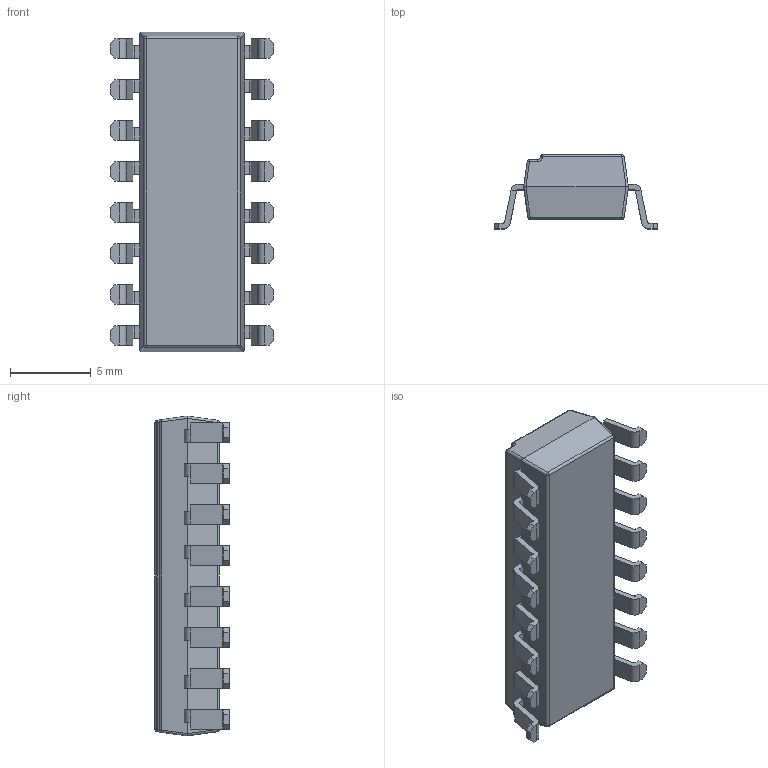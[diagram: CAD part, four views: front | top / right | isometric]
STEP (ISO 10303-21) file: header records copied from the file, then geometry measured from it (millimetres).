
FILE_DESCRIPTION (( 'STEP AP214' ), '1' );
FILE_NAME ('LTV-846S.STEP', '2021-11-22T16:10:49', ( '' ), ( '' ), 'SwSTEP 2.0', 'SolidWorks 2017', '' );
FILE_SCHEMA (( 'AUTOMOTIVE_DESIGN' ));
Length unit declared in the file: millimetre
Products named in the file (1): LTV-846S
Bounding box: 10.16 x 4.6 x 19.84 mm (x, y, z)
Volume: 504.4 mm3; surface area: 612.5 mm2
Topology: 18 solids, 18 shells, 357 faces, 886 edges, 566 vertices
Faces by surface type: plane 255, cylinder 90, bspline 12
Entity records: 10773 total; most frequent: CARTESIAN_POINT 2026, ORIENTED_EDGE 1772, DIRECTION 1740, EDGE_CURVE 886, VECTOR 708, LINE 708, VERTEX_POINT 566, AXIS2_PLACEMENT_3D 516
